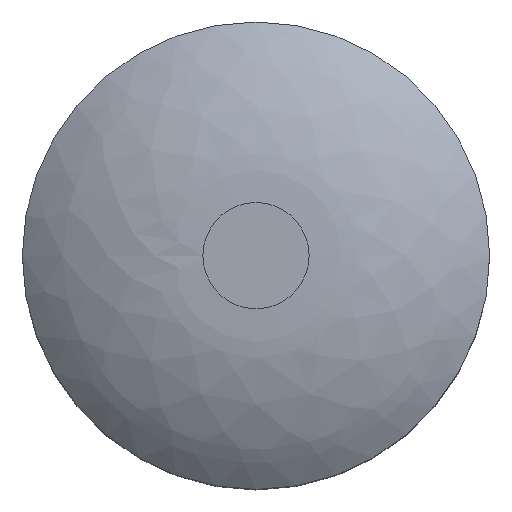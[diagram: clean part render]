
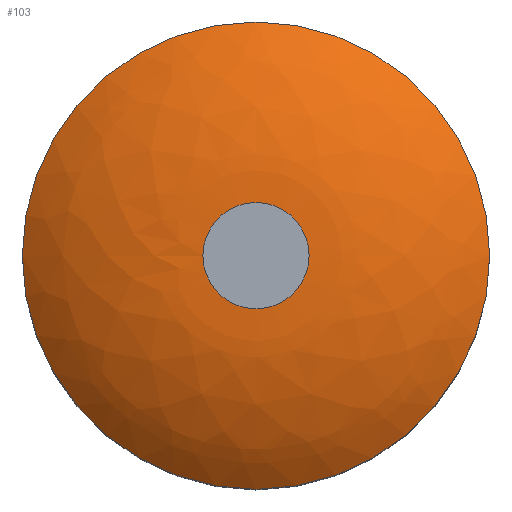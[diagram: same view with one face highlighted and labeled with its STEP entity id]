
A CAD part, top view. The second image highlights one B-rep face of the part: STEP entity #103.
In plain terms, the highlighted free-form (B-spline) face has degree [2, 2] with [3, 9] control points.
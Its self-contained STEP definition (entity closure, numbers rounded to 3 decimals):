
#32=FACE_OUTER_BOUND('',#41,.T.);
#41=EDGE_LOOP('',(#87,#88,#89,#90));
#50=CIRCLE('',#129,11.);
#51=CIRCLE('',#130,2.5);
#52=CIRCLE('',#131,13.643);
#58=VERTEX_POINT('',#212);
#59=VERTEX_POINT('',#242);
#67=EDGE_CURVE('',#58,#58,#50,.T.);
#69=EDGE_CURVE('',#59,#59,#51,.T.);
#70=EDGE_CURVE('',#59,#58,#52,.T.);
#87=ORIENTED_EDGE('',*,*,#69,.F.);
#88=ORIENTED_EDGE('',*,*,#70,.T.);
#89=ORIENTED_EDGE('',*,*,#67,.T.);
#90=ORIENTED_EDGE('',*,*,#70,.F.);
#98=(
BOUNDED_SURFACE()
B_SPLINE_SURFACE(2,2,((#215,#216,#217,#218,#219,#220,#221,#222,#223),(#224,
#225,#226,#227,#228,#229,#230,#231,#232),(#233,#234,#235,#236,#237,#238,
#239,#240,#241)),.UNSPECIFIED.,.F.,.T.,.F.)
B_SPLINE_SURFACE_WITH_KNOTS((3,3),(3,2,2,2,3),(0.898,1.571),
(-3.142,-1.571,0.,1.571,3.142),
 .UNSPECIFIED.)
GEOMETRIC_REPRESENTATION_ITEM()
RATIONAL_B_SPLINE_SURFACE(((1.,0.707,1.,0.707,1.,
0.707,1.,0.707,1.),(0.944,0.667,
0.944,0.667,0.944,0.667,
0.944,0.667,0.944),(1.,0.707,
1.,0.707,1.,0.707,1.,0.707,1.)))
REPRESENTATION_ITEM('')
SURFACE()
);
#103=ADVANCED_FACE('',(#32),#98,.F.);
#129=AXIS2_PLACEMENT_3D('',#213,#155,#156);
#130=AXIS2_PLACEMENT_3D('',#243,#158,#159);
#131=AXIS2_PLACEMENT_3D('',#244,#160,#161);
#155=DIRECTION('center_axis',(0.,0.,1.));
#156=DIRECTION('ref_axis',(1.,0.,0.));
#158=DIRECTION('center_axis',(0.,0.,1.));
#159=DIRECTION('ref_axis',(1.,0.,0.));
#160=DIRECTION('center_axis',(0.,-1.,0.));
#161=DIRECTION('ref_axis',(-1.,0.,0.));
#212=CARTESIAN_POINT('',(-11.,0.,16.028));
#213=CARTESIAN_POINT('Origin',(0.,0.,16.028));
#215=CARTESIAN_POINT('Ctrl Pts',(-11.,0.,16.028));
#216=CARTESIAN_POINT('Ctrl Pts',(-11.,-11.,16.028));
#217=CARTESIAN_POINT('Ctrl Pts',(0.,-11.,16.028));
#218=CARTESIAN_POINT('Ctrl Pts',(11.,-11.,16.028));
#219=CARTESIAN_POINT('Ctrl Pts',(11.,0.,16.028));
#220=CARTESIAN_POINT('Ctrl Pts',(11.,11.,16.028));
#221=CARTESIAN_POINT('Ctrl Pts',(0.,11.,16.028));
#222=CARTESIAN_POINT('Ctrl Pts',(-11.,11.,16.028));
#223=CARTESIAN_POINT('Ctrl Pts',(-11.,0.,16.028));
#224=CARTESIAN_POINT('Ctrl Pts',(-7.269,0.,19.));
#225=CARTESIAN_POINT('Ctrl Pts',(-7.269,-7.269,19.));
#226=CARTESIAN_POINT('Ctrl Pts',(0.,-7.269,
19.));
#227=CARTESIAN_POINT('Ctrl Pts',(7.269,-7.269,19.));
#228=CARTESIAN_POINT('Ctrl Pts',(7.269,0.,19.));
#229=CARTESIAN_POINT('Ctrl Pts',(7.269,7.269,19.));
#230=CARTESIAN_POINT('Ctrl Pts',(0.,7.269,
19.));
#231=CARTESIAN_POINT('Ctrl Pts',(-7.269,7.269,19.));
#232=CARTESIAN_POINT('Ctrl Pts',(-7.269,0.,19.));
#233=CARTESIAN_POINT('Ctrl Pts',(-2.5,0.,19.));
#234=CARTESIAN_POINT('Ctrl Pts',(-2.5,-2.5,19.));
#235=CARTESIAN_POINT('Ctrl Pts',(0.,-2.5,19.));
#236=CARTESIAN_POINT('Ctrl Pts',(2.5,-2.5,19.));
#237=CARTESIAN_POINT('Ctrl Pts',(2.5,0.,19.));
#238=CARTESIAN_POINT('Ctrl Pts',(2.5,2.5,19.));
#239=CARTESIAN_POINT('Ctrl Pts',(0.,2.5,19.));
#240=CARTESIAN_POINT('Ctrl Pts',(-2.5,2.5,19.));
#241=CARTESIAN_POINT('Ctrl Pts',(-2.5,0.,19.));
#242=CARTESIAN_POINT('',(-2.5,0.,19.));
#243=CARTESIAN_POINT('Origin',(0.,0.,19.));
#244=CARTESIAN_POINT('Origin',(-2.5,0.,5.357));
